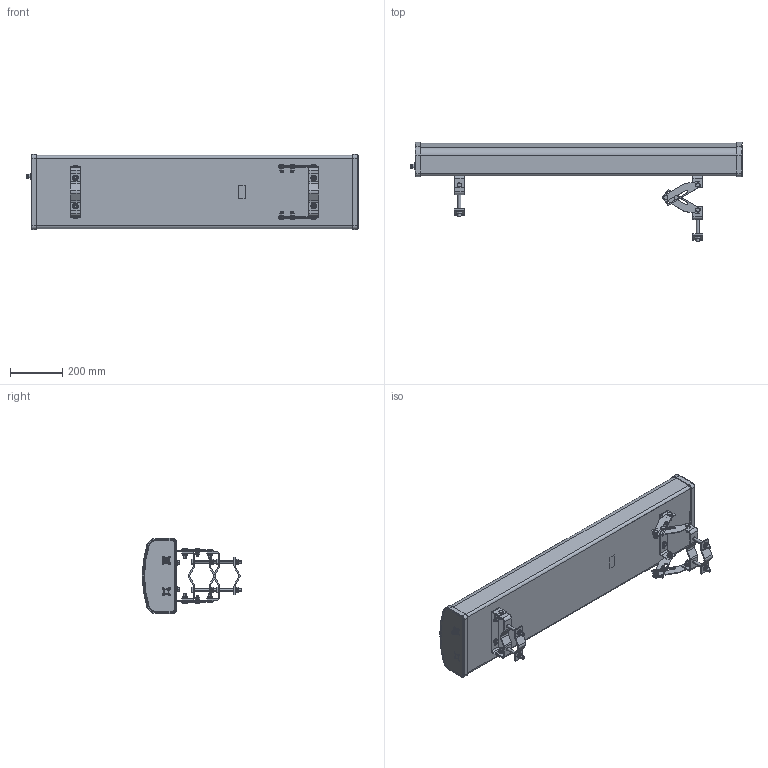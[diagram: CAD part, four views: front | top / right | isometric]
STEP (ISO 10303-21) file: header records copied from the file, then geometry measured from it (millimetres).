
FILE_DESCRIPTION (( 'STEP AP214' ), '1' );
FILE_NAME ('HG913P-120V2_3D.step', '2025-04-24T18:52:43', ( '' ), ( '' ), 'SwSTEP 2.0', 'SolidWorks 2022', '' );
FILE_SCHEMA (( 'AUTOMOTIVE_DESIGN' ));
Length unit declared in the file: inch
Products named in the file (26): hm10x25; jm_900rz-2; jm_900rz_01; dianpian_12_1; jm_900rz_04; hm8x20; hm12x90; ILS-100-03_FLAT; hm10x30; sld2913b; jm_900rz_1; dianpian_10_1; sl280x125; tanjie_12_1; n-kfb3-2; jm_900rz-1; luomu_m12_1; dianpian_8; HG913P-120V2_3D; tanjie_8; sld2913a; jm_900rz_03; jm_900rz_02; tanjie_10_1; jm_900rz_2; luomu_m10_1
Assembly tree (87 placements, depth 4):
  HG913P-120V2_3D
    sl280x125
    sld2913b
    sld2913a
    n-kfb3-2
    hm8x20  x4
    tanjie_8  x4
    dianpian_8  x4
    jm_900rz-1
      jm_900rz_1
        jm_900rz_01
        jm_900rz_04  x4
        jm_900rz_02
        hm12x90  x2
        jm_900rz_03
        dianpian_12_1  x2
        tanjie_12_1  x2
        luomu_m12_1  x2
        hm10x30  x2
        dianpian_10_1  x8
        tanjie_10_1  x8
        luomu_m10_1  x8
        hm10x25  x6
    jm_900rz-2
      jm_900rz_2
        jm_900rz_01
        jm_900rz_02
        hm12x90  x2
        jm_900rz_03
        dianpian_12_1  x2
        tanjie_12_1  x2
        luomu_m12_1  x2
        hm10x30  x2
        dianpian_10_1  x2
        tanjie_10_1  x2
        luomu_m10_1  x2
    ILS-100-03_FLAT
Bounding box: 1270 x 380.96 x 287 mm (x, y, z)
Volume: 3486821.2 mm3; surface area: 2341059.9 mm2
Topology: 83 solids, 83 shells, 1749 faces, 4411 edges, 2903 vertices
Faces by surface type: cylinder 722, plane 629, cone 208, bspline 178, torus 12
Entity records: 220554 total; most frequent: CARTESIAN_POINT 202606, DIRECTION 3621, ORIENTED_EDGE 3372, EDGE_CURVE 1686, AXIS2_PLACEMENT_3D 1439, VERTEX_POINT 1111, EDGE_LOOP 781, LINE 743
